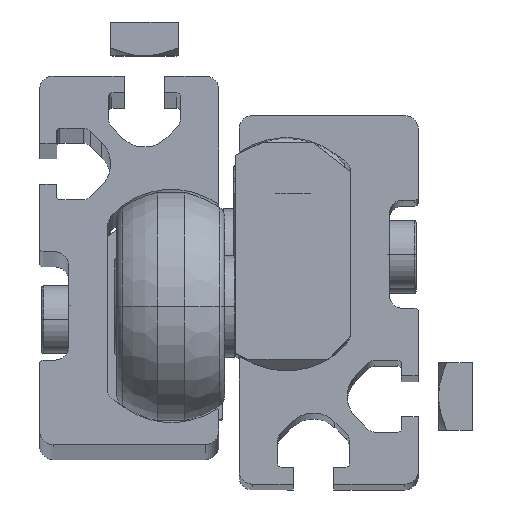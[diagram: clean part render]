
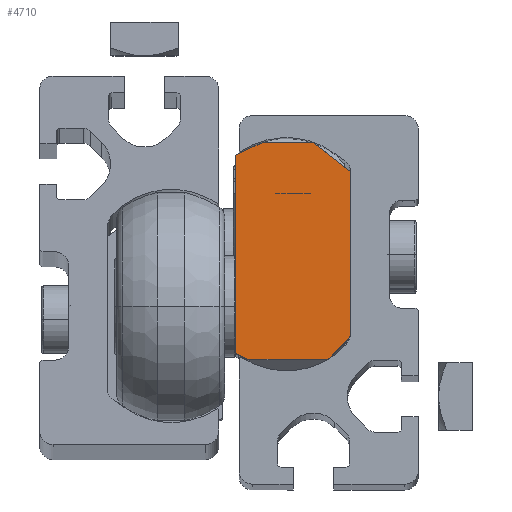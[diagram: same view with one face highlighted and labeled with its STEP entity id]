
A CAD part, top view. The second image highlights one B-rep face of the part: STEP entity #4710.
In plain terms, the highlighted face is planar.
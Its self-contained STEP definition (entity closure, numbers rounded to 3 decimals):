
#404 = CARTESIAN_POINT ( 'NONE',  ( -19., -14.661, -8.5 ) ) ;
#495 = VECTOR ( 'NONE', #10451, 1000. ) ;
#526 = VERTEX_POINT ( 'NONE', #4199 ) ;
#622 = DIRECTION ( 'NONE',  ( 0., 1., 0. ) ) ;
#658 = VERTEX_POINT ( 'NONE', #12807 ) ;
#1037 = LINE ( 'NONE', #10343, #5765 ) ;
#1569 = VECTOR ( 'NONE', #17828, 1000. ) ;
#1824 = VECTOR ( 'NONE', #16184, 1000. ) ;
#2193 = VERTEX_POINT ( 'NONE', #9966 ) ;
#3388 = DIRECTION ( 'NONE',  ( 0., -0.707, -0.707 ) ) ;
#3695 = LINE ( 'NONE', #7474, #9022 ) ;
#3907 = LINE ( 'NONE', #19626, #1824 ) ;
#4199 = CARTESIAN_POINT ( 'NONE',  ( -19., -14.661, -8.5 ) ) ;
#4397 = CARTESIAN_POINT ( 'NONE',  ( -19., -15.5, -6.7 ) ) ;
#4567 = EDGE_LOOP ( 'NONE', ( #18387, #11479, #17520, #9480, #19134, #20468, #15423, #17017 ) ) ;
#4710 = ADVANCED_FACE ( 'NONE', ( #13717 ), #13815, .T. ) ;
#5558 = CARTESIAN_POINT ( 'NONE',  ( -19., 16.5, -4.6 ) ) ;
#5765 = VECTOR ( 'NONE', #18146, 1000. ) ;
#6383 = EDGE_CURVE ( 'NONE', #16566, #658, #11606, .T. ) ;
#6548 = VERTEX_POINT ( 'NONE', #13995 ) ;
#7367 = EDGE_CURVE ( 'NONE', #658, #18841, #1037, .T. ) ;
#7474 = CARTESIAN_POINT ( 'NONE',  ( -19., 16.5, -4.6 ) ) ;
#8250 = LINE ( 'NONE', #404, #495 ) ;
#8302 = AXIS2_PLACEMENT_3D ( 'NONE', #13912, #20165, #10584 ) ;
#8493 = EDGE_CURVE ( 'NONE', #9817, #6548, #3907, .T. ) ;
#8667 = LINE ( 'NONE', #13262, #1569 ) ;
#8733 = LINE ( 'NONE', #13529, #16961 ) ;
#8842 = VECTOR ( 'NONE', #3388, 1000. ) ;
#9022 = VECTOR ( 'NONE', #19482, 1000. ) ;
#9246 = EDGE_CURVE ( 'NONE', #526, #14947, #8250, .T. ) ;
#9480 = ORIENTED_EDGE ( 'NONE', *, *, #19290, .T. ) ;
#9817 = VERTEX_POINT ( 'NONE', #5558 ) ;
#9966 = CARTESIAN_POINT ( 'NONE',  ( -19., -15.5, 5.2 ) ) ;
#10343 = CARTESIAN_POINT ( 'NONE',  ( -19., 12.203, 8.5 ) ) ;
#10451 = DIRECTION ( 'NONE',  ( 0., -0.423, 0.906 ) ) ;
#10584 = DIRECTION ( 'NONE',  ( 0., 0., 1. ) ) ;
#11031 = EDGE_CURVE ( 'NONE', #2193, #14947, #8667, .T. ) ;
#11250 = LINE ( 'NONE', #17611, #8842 ) ;
#11403 = EDGE_CURVE ( 'NONE', #16566, #2193, #11250, .T. ) ;
#11479 = ORIENTED_EDGE ( 'NONE', *, *, #17131, .F. ) ;
#11606 = LINE ( 'NONE', #13164, #12386 ) ;
#12386 = VECTOR ( 'NONE', #622, 1000. ) ;
#12807 = CARTESIAN_POINT ( 'NONE',  ( -19., 12.203, 8.5 ) ) ;
#13164 = CARTESIAN_POINT ( 'NONE',  ( -19., -12.2, 8.5 ) ) ;
#13262 = CARTESIAN_POINT ( 'NONE',  ( -19., -15.5, 5.2 ) ) ;
#13529 = CARTESIAN_POINT ( 'NONE',  ( -19., 14.681, -8.5 ) ) ;
#13717 = FACE_OUTER_BOUND ( 'NONE', #4567, .T. ) ;
#13815 = PLANE ( 'NONE',  #8302 ) ;
#13912 = CARTESIAN_POINT ( 'NONE',  ( -19., 1.5, 22.2 ) ) ;
#13995 = CARTESIAN_POINT ( 'NONE',  ( -19., 14.681, -8.5 ) ) ;
#14813 = CARTESIAN_POINT ( 'NONE',  ( -19., 16.5, 3. ) ) ;
#14947 = VERTEX_POINT ( 'NONE', #4397 ) ;
#15423 = ORIENTED_EDGE ( 'NONE', *, *, #11403, .F. ) ;
#16184 = DIRECTION ( 'NONE',  ( 0., -0.423, -0.906 ) ) ;
#16566 = VERTEX_POINT ( 'NONE', #17645 ) ;
#16666 = DIRECTION ( 'NONE',  ( 0., -1., 0. ) ) ;
#16961 = VECTOR ( 'NONE', #16666, 1000. ) ;
#17017 = ORIENTED_EDGE ( 'NONE', *, *, #6383, .T. ) ;
#17131 = EDGE_CURVE ( 'NONE', #9817, #18841, #3695, .T. ) ;
#17520 = ORIENTED_EDGE ( 'NONE', *, *, #8493, .T. ) ;
#17611 = CARTESIAN_POINT ( 'NONE',  ( -19., -12.2, 8.5 ) ) ;
#17645 = CARTESIAN_POINT ( 'NONE',  ( -19., -12.2, 8.5 ) ) ;
#17828 = DIRECTION ( 'NONE',  ( 0., 0., -1. ) ) ;
#18146 = DIRECTION ( 'NONE',  ( 0., 0.616, -0.788 ) ) ;
#18387 = ORIENTED_EDGE ( 'NONE', *, *, #7367, .T. ) ;
#18841 = VERTEX_POINT ( 'NONE', #14813 ) ;
#19134 = ORIENTED_EDGE ( 'NONE', *, *, #9246, .T. ) ;
#19290 = EDGE_CURVE ( 'NONE', #6548, #526, #8733, .T. ) ;
#19482 = DIRECTION ( 'NONE',  ( 0., 0., 1. ) ) ;
#19626 = CARTESIAN_POINT ( 'NONE',  ( -19., 16.5, -4.6 ) ) ;
#20165 = DIRECTION ( 'NONE',  ( -1., 0., 0. ) ) ;
#20468 = ORIENTED_EDGE ( 'NONE', *, *, #11031, .F. ) ;
